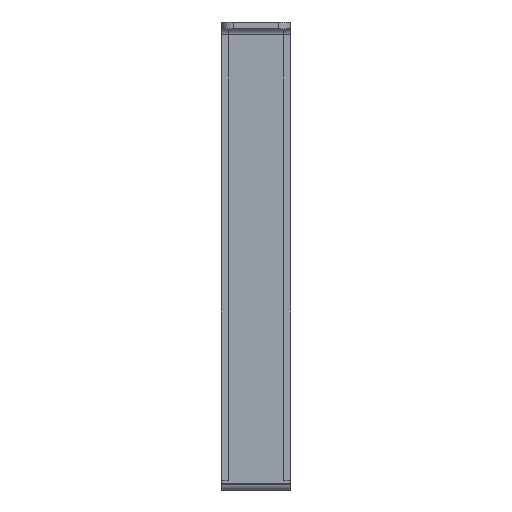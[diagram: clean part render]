
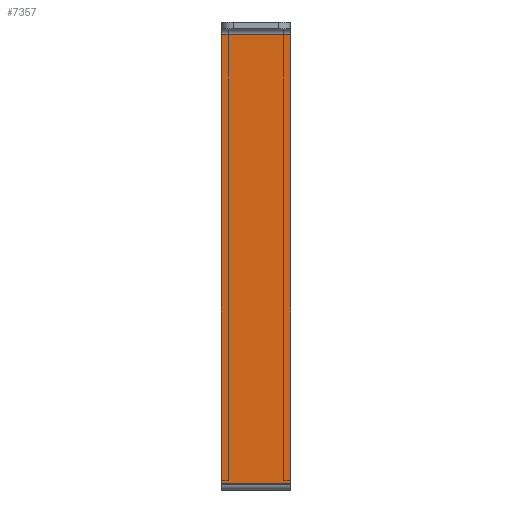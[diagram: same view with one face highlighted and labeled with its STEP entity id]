
A CAD part, left-side view. The second image highlights one B-rep face of the part: STEP entity #7357.
In plain terms, the highlighted planar face has unit normal (-1, 0, 0).
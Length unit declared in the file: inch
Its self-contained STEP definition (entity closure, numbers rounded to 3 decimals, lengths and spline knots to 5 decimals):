
#10 = CARTESIAN_POINT ( 'NONE',  ( -8.70079, -0.29528, -0.05 ) ) ;
#312 = DIRECTION ( 'NONE',  ( 1., 0., 0. ) ) ;
#525 = VERTEX_POINT ( 'NONE', #10 ) ;
#1221 = DIRECTION ( 'NONE',  ( 0., -1., 0. ) ) ;
#1366 = VERTEX_POINT ( 'NONE', #8523 ) ;
#1380 = EDGE_CURVE ( 'NONE', #10193, #1366, #5349, .T. ) ;
#1921 = CARTESIAN_POINT ( 'NONE',  ( -8.70079, 0.29528, 0. ) ) ;
#2003 = ORIENTED_EDGE ( 'NONE', *, *, #11667, .T. ) ;
#3259 = LINE ( 'NONE', #11816, #10362 ) ;
#3382 = LINE ( 'NONE', #7940, #6441 ) ;
#4236 = AXIS2_PLACEMENT_3D ( 'NONE', #8666, #312, #10523 ) ;
#4452 = VERTEX_POINT ( 'NONE', #10034 ) ;
#4698 = DIRECTION ( 'NONE',  ( 0., 0., 1. ) ) ;
#5349 = LINE ( 'NONE', #6800, #7532 ) ;
#6073 = EDGE_CURVE ( 'NONE', #10193, #4452, #11253, .T. ) ;
#6168 = FACE_OUTER_BOUND ( 'NONE', #10287, .T. ) ;
#6367 = DIRECTION ( 'NONE',  ( 0., 0., 1. ) ) ;
#6441 = VECTOR ( 'NONE', #10729, 39.37008 ) ;
#6613 = CARTESIAN_POINT ( 'NONE',  ( -8.70079, 0.29528, -3.89094 ) ) ;
#6738 = PLANE ( 'NONE',  #4236 ) ;
#6800 = CARTESIAN_POINT ( 'NONE',  ( -8.70079, 0.29528, -3.89094 ) ) ;
#7333 = ORIENTED_EDGE ( 'NONE', *, *, #1380, .T. ) ;
#7357 = ADVANCED_FACE ( 'NONE', ( #6168 ), #6738, .F. ) ;
#7437 = EDGE_CURVE ( 'NONE', #525, #4452, #3382, .T. ) ;
#7532 = VECTOR ( 'NONE', #1221, 39.37008 ) ;
#7940 = CARTESIAN_POINT ( 'NONE',  ( -8.70079, 0.29528, -0.05 ) ) ;
#8523 = CARTESIAN_POINT ( 'NONE',  ( -8.70079, -0.29528, -3.89094 ) ) ;
#8666 = CARTESIAN_POINT ( 'NONE',  ( -8.70079, 0.29528, 0. ) ) ;
#8954 = ORIENTED_EDGE ( 'NONE', *, *, #7437, .T. ) ;
#10034 = CARTESIAN_POINT ( 'NONE',  ( -8.70079, 0.29528, -0.05 ) ) ;
#10193 = VERTEX_POINT ( 'NONE', #6613 ) ;
#10287 = EDGE_LOOP ( 'NONE', ( #2003, #8954, #11491, #7333 ) ) ;
#10362 = VECTOR ( 'NONE', #6367, 39.37008 ) ;
#10523 = DIRECTION ( 'NONE',  ( 0., 0., -1. ) ) ;
#10729 = DIRECTION ( 'NONE',  ( 0., 1., 0. ) ) ;
#11111 = VECTOR ( 'NONE', #4698, 39.37008 ) ;
#11253 = LINE ( 'NONE', #1921, #11111 ) ;
#11491 = ORIENTED_EDGE ( 'NONE', *, *, #6073, .F. ) ;
#11667 = EDGE_CURVE ( 'NONE', #1366, #525, #3259, .T. ) ;
#11816 = CARTESIAN_POINT ( 'NONE',  ( -8.70079, -0.29528, 0. ) ) ;
